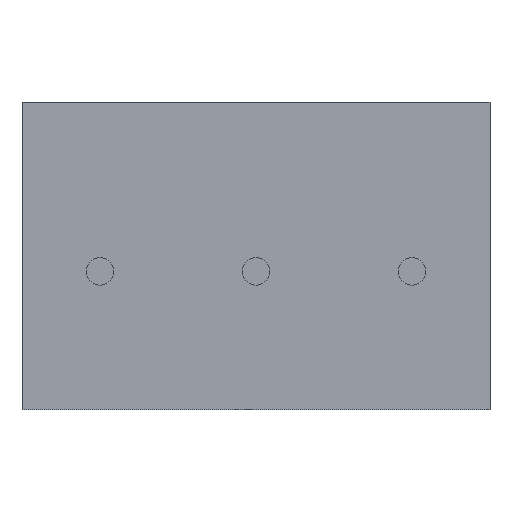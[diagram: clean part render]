
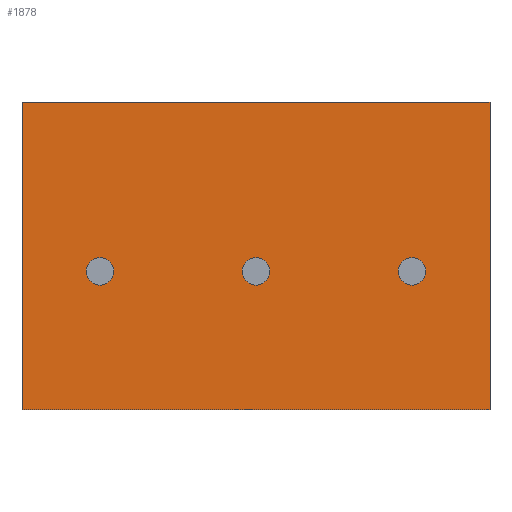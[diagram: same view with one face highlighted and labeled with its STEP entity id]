
A CAD part, front view. The second image highlights one B-rep face of the part: STEP entity #1878.
In plain terms, the highlighted planar face has unit normal (0, -1, 0).
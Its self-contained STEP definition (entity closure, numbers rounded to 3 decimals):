
#12 = VERTEX_POINT ( 'NONE', #1058 ) ;
#74 = FACE_OUTER_BOUND ( 'NONE', #2233, .T. ) ;
#136 = CARTESIAN_POINT ( 'NONE',  ( -7.62, 0., -4.5 ) ) ;
#142 = DIRECTION ( 'NONE',  ( 0., 0., 1. ) ) ;
#234 = VERTEX_POINT ( 'NONE', #1145 ) ;
#254 = VECTOR ( 'NONE', #2423, 1000. ) ;
#258 = EDGE_CURVE ( 'NONE', #3036, #618, #2552, .T. ) ;
#278 = AXIS2_PLACEMENT_3D ( 'NONE', #3307, #2301, #510 ) ;
#406 = ORIENTED_EDGE ( 'NONE', *, *, #1221, .F. ) ;
#449 = VERTEX_POINT ( 'NONE', #1400 ) ;
#510 = DIRECTION ( 'NONE',  ( 0., 0., 1. ) ) ;
#543 = AXIS2_PLACEMENT_3D ( 'NONE', #890, #1182, #142 ) ;
#618 = VERTEX_POINT ( 'NONE', #1243 ) ;
#633 = EDGE_CURVE ( 'NONE', #1495, #234, #874, .T. ) ;
#708 = LINE ( 'NONE', #2498, #2814 ) ;
#713 = ORIENTED_EDGE ( 'NONE', *, *, #795, .F. ) ;
#718 = VERTEX_POINT ( 'NONE', #2028 ) ;
#733 = AXIS2_PLACEMENT_3D ( 'NONE', #2006, #1729, #2745 ) ;
#795 = EDGE_CURVE ( 'NONE', #718, #449, #1607, .T. ) ;
#803 = DIRECTION ( 'NONE',  ( 0., 1., 0. ) ) ;
#874 = CIRCLE ( 'NONE', #278, 0.45 ) ;
#890 = CARTESIAN_POINT ( 'NONE',  ( 5.08, 0., 0. ) ) ;
#963 = CIRCLE ( 'NONE', #2387, 0.45 ) ;
#997 = ORIENTED_EDGE ( 'NONE', *, *, #1504, .T. ) ;
#1038 = ORIENTED_EDGE ( 'NONE', *, *, #633, .T. ) ;
#1058 = CARTESIAN_POINT ( 'NONE',  ( 7.62, 0., -4.5 ) ) ;
#1071 = VECTOR ( 'NONE', #1957, 1000. ) ;
#1144 = VERTEX_POINT ( 'NONE', #2848 ) ;
#1145 = CARTESIAN_POINT ( 'NONE',  ( -5.08, 0., 0.45 ) ) ;
#1182 = DIRECTION ( 'NONE',  ( 0., 1., 0. ) ) ;
#1209 = AXIS2_PLACEMENT_3D ( 'NONE', #1826, #2355, #2072 ) ;
#1221 = EDGE_CURVE ( 'NONE', #1144, #718, #3026, .T. ) ;
#1243 = CARTESIAN_POINT ( 'NONE',  ( 5.08, 0., -0.45 ) ) ;
#1400 = CARTESIAN_POINT ( 'NONE',  ( 7.62, 0., 5.5 ) ) ;
#1412 = EDGE_LOOP ( 'NONE', ( #997, #1038 ) ) ;
#1413 = CARTESIAN_POINT ( 'NONE',  ( 5.08, 0., 0.45 ) ) ;
#1493 = PLANE ( 'NONE',  #733 ) ;
#1495 = VERTEX_POINT ( 'NONE', #2815 ) ;
#1504 = EDGE_CURVE ( 'NONE', #234, #1495, #2760, .T. ) ;
#1589 = DIRECTION ( 'NONE',  ( 0., 0., 1. ) ) ;
#1607 = LINE ( 'NONE', #2893, #1071 ) ;
#1653 = EDGE_LOOP ( 'NONE', ( #2888, #2905 ) ) ;
#1729 = DIRECTION ( 'NONE',  ( 0., 1., 0. ) ) ;
#1742 = DIRECTION ( 'NONE',  ( 0., 0., -1. ) ) ;
#1818 = FACE_BOUND ( 'NONE', #1412, .T. ) ;
#1826 = CARTESIAN_POINT ( 'NONE',  ( -5.08, 0., 0. ) ) ;
#1845 = EDGE_CURVE ( 'NONE', #618, #3036, #963, .T. ) ;
#1878 = ADVANCED_FACE ( 'NONE', ( #3241, #1818, #74 ), #1493, .F. ) ;
#1957 = DIRECTION ( 'NONE',  ( 1., 0., 0. ) ) ;
#2002 = ORIENTED_EDGE ( 'NONE', *, *, #2539, .F. ) ;
#2006 = CARTESIAN_POINT ( 'NONE',  ( 0., 0., 0. ) ) ;
#2028 = CARTESIAN_POINT ( 'NONE',  ( -7.62, 0., 5.5 ) ) ;
#2061 = LINE ( 'NONE', #136, #254 ) ;
#2072 = DIRECTION ( 'NONE',  ( 0., 0., 1. ) ) ;
#2206 = ORIENTED_EDGE ( 'NONE', *, *, #2418, .F. ) ;
#2233 = EDGE_LOOP ( 'NONE', ( #406, #2206, #2002, #713 ) ) ;
#2301 = DIRECTION ( 'NONE',  ( 0., 1., 0. ) ) ;
#2355 = DIRECTION ( 'NONE',  ( 0., 1., 0. ) ) ;
#2387 = AXIS2_PLACEMENT_3D ( 'NONE', #3031, #803, #1589 ) ;
#2418 = EDGE_CURVE ( 'NONE', #12, #1144, #2061, .T. ) ;
#2423 = DIRECTION ( 'NONE',  ( -1., 0., 0. ) ) ;
#2498 = CARTESIAN_POINT ( 'NONE',  ( 7.62, 0., -4.5 ) ) ;
#2539 = EDGE_CURVE ( 'NONE', #449, #12, #708, .T. ) ;
#2552 = CIRCLE ( 'NONE', #543, 0.45 ) ;
#2745 = DIRECTION ( 'NONE',  ( 0., 0., 1. ) ) ;
#2760 = CIRCLE ( 'NONE', #1209, 0.45 ) ;
#2814 = VECTOR ( 'NONE', #1742, 1000. ) ;
#2815 = CARTESIAN_POINT ( 'NONE',  ( -5.08, 0., -0.45 ) ) ;
#2848 = CARTESIAN_POINT ( 'NONE',  ( -7.62, 0., -4.5 ) ) ;
#2888 = ORIENTED_EDGE ( 'NONE', *, *, #258, .T. ) ;
#2892 = DIRECTION ( 'NONE',  ( 0., 0., 1. ) ) ;
#2893 = CARTESIAN_POINT ( 'NONE',  ( -7.62, 0., 5.5 ) ) ;
#2905 = ORIENTED_EDGE ( 'NONE', *, *, #1845, .T. ) ;
#3026 = LINE ( 'NONE', #3095, #3303 ) ;
#3031 = CARTESIAN_POINT ( 'NONE',  ( 5.08, 0., 0. ) ) ;
#3036 = VERTEX_POINT ( 'NONE', #1413 ) ;
#3095 = CARTESIAN_POINT ( 'NONE',  ( -7.62, 0., -4.5 ) ) ;
#3241 = FACE_BOUND ( 'NONE', #1653, .T. ) ;
#3303 = VECTOR ( 'NONE', #2892, 1000. ) ;
#3307 = CARTESIAN_POINT ( 'NONE',  ( -5.08, 0., 0. ) ) ;
